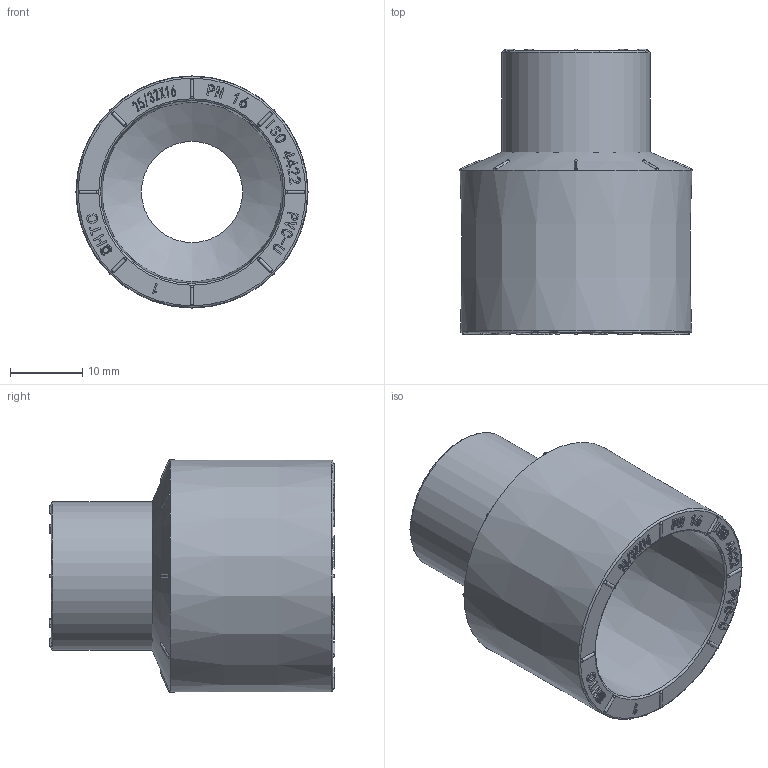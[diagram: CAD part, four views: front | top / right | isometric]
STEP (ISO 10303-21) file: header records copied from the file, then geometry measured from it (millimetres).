
FILE_DESCRIPTION(/* description */ (''),/* implementation_level */ '2;1');
FILE_NAME(/* name */ 'Z1Q.stp',/* time_stamp */ '2024-12-19T14:26:48+08:00',/* author */ (''),/* organization */ (''),/* preprocessor_version */ 'ST-DEVELOPER v16',/* originating_system */ 'SIEMENS PLM Software NX 10.0',/* authorisation */ '');
FILE_SCHEMA (('AUTOMOTIVE_DESIGN { 1 0 10303 214 3 1 1 1 }'));
Length unit declared in the file: millimetre
Products named in the file (1): gelv0FB88CDEpsmf
Bounding box: 32.13 x 39.5 x 32.13 mm (x, y, z)
Volume: 10527.5 mm3; surface area: 6903.7 mm2
Topology: 1 solids, 1 shells, 1252 faces, 3579 edges, 2335 vertices
Faces by surface type: plane 1116, sphere 64, cylinder 40, bspline 16, extrusion 7, cone 5, torus 4
Full cylindrical faces by diameter (mm): 0.7 x1, 1 x1, 14 x1, 20.5 x1
Entity records: 45414 total; most frequent: CARTESIAN_POINT 17197, ORIENTED_EDGE 7062, DIRECTION 4038, EDGE_CURVE 3531, VERTEX_POINT 2332, B_SPLINE_CURVE_WITH_KNOTS 2193, AXIS2_PLACEMENT_3D 1456, EDGE_LOOP 1305
